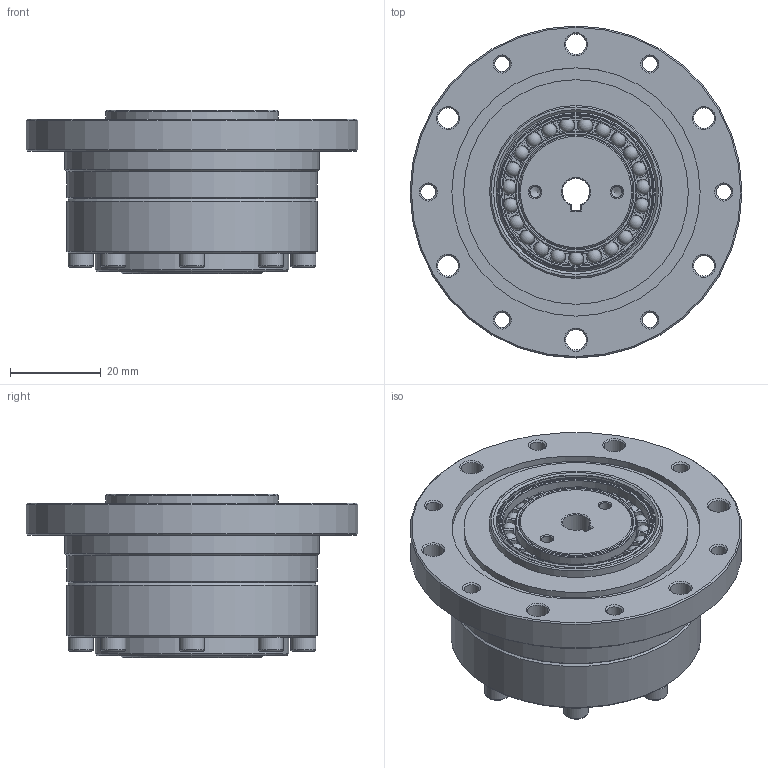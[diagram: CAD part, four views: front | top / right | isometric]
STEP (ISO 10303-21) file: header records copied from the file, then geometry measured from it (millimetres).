
FILE_DESCRIPTION(/* description */ (''),/* implementation_level */ '2;1');
FILE_NAME(/* name */ 'LSSF-14-XX-U-I-DL-φ6.stp',/* time_stamp */ '2023-06-30T15:10:12+08:00',/* author */ (''),/* organization */ (''),/* preprocessor_version */ 'ST-DEVELOPER v16.7',/* originating_system */ 'SIEMENS PLM Software NX 12.0',/* authorisation */ '');
FILE_SCHEMA (('AUTOMOTIVE_DESIGN { 1 0 10303 214 3 1 1 1 }'));
Length unit declared in the file: millimetre
Products named in the file (14): EB253406-14KC-46; EB253406-14KC-01; TC-31.5x40x4; 发生器LSS-14-DL-φ6; O-38x1; 销子2.5x8; GB-T70.1-2000,M3x16; GB-T70.1-2000,M4x12; 柔轮垫块LSS-14; 柔轮LSS-14; 刚轮LSSF-14; EB253406-14KC; 交叉轴承LSS-14_MODEL; LSSF-14-XX-U-I-DL-φ6
Assembly tree (27 placements, depth 3):
  LSSF-14-XX-U-I-DL-φ6
    交叉轴承LSS-14_MODEL
      TC-31.5x40x4
    刚轮LSSF-14
    柔轮LSS-14
    柔轮垫块LSS-14
    EB253406-14KC
      EB253406-14KC-01
      EB253406-14KC-46
    GB-T70.1-2000,M4x12  x6
    GB-T70.1-2000,M3x16  x8
    销子2.5x8  x3
    O-38x1
    发生器LSS-14-DL-φ6
Bounding box: 73 x 73 x 36 mm (x, y, z)
Volume: 66979.9 mm3; surface area: 49736.4 mm2
Topology: 51 solids, 51 shells, 916 faces, 2040 edges, 1212 vertices
Faces by surface type: plane 317, cone 277, cylinder 191, torus 107, sphere 23, revolution 1
Full cylindrical faces by diameter (mm): 1.6 x2, 2.5 x19, 2.874 x8, 3.3 x6, 3.5 x8, 3.7 x12, 3.838 x6, 4.3 x6, 4.5 x12, 5.5 x8, 7 x6, 8 x1, 11 x3, 14 x1, 22.4 x1, 24.07 x1, 24.5 x1, 25.07 x2, 26.71 x2, 27.45 x1, 28.4 x1, 29 x1, 29.8 x1, 31 x1, 31.5 x3, 32.157 x1, 32.36 x2, 33.92 x2, 34.41 x1, 35.03 x1
Entity records: 16469 total; most frequent: CARTESIAN_POINT 3839, DIRECTION 2729, ORIENTED_EDGE 1884, AXIS2_PLACEMENT_3D 1290, EDGE_LOOP 1022, EDGE_CURVE 942, FACE_BOUND 868, VERTEX_POINT 786
